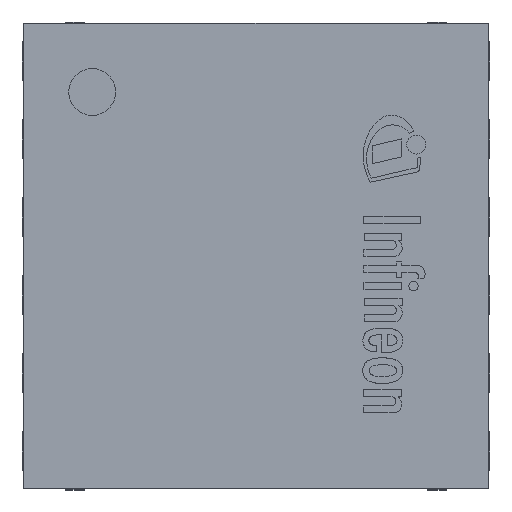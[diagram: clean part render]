
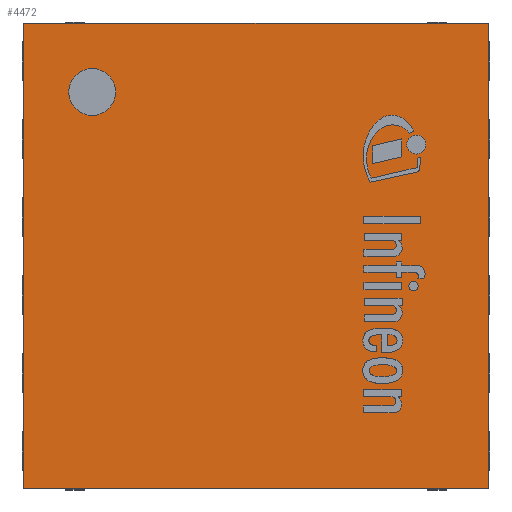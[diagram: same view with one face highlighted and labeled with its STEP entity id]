
A CAD part, top view. The second image highlights one B-rep face of the part: STEP entity #4472.
In plain terms, the highlighted planar face has unit normal (0, 0, 1).
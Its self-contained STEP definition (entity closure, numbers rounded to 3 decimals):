
#133=FACE_BOUND('',#432,.T.);
#143=CIRCLE('',#4781,0.15);
#155=FACE_OUTER_BOUND('',#431,.T.);
#431=EDGE_LOOP('',(#2983,#2984,#2985,#2986));
#432=EDGE_LOOP('',(#2987));
#715=LINE('',#6184,#1305);
#719=LINE('',#6192,#1309);
#746=LINE('',#6246,#1336);
#747=LINE('',#6247,#1337);
#1305=VECTOR('',#5052,1.);
#1309=VECTOR('',#5058,1.);
#1336=VECTOR('',#5087,1.);
#1337=VECTOR('',#5088,1.);
#1895=VERTEX_POINT('',#6182);
#1896=VERTEX_POINT('',#6183);
#1899=VERTEX_POINT('',#6191);
#1925=VERTEX_POINT('',#6245);
#1926=VERTEX_POINT('',#6248);
#2319=EDGE_CURVE('',#1895,#1896,#715,.T.);
#2323=EDGE_CURVE('',#1899,#1895,#719,.T.);
#2350=EDGE_CURVE('',#1896,#1925,#746,.T.);
#2351=EDGE_CURVE('',#1925,#1899,#747,.T.);
#2352=EDGE_CURVE('',#1926,#1926,#143,.T.);
#2983=ORIENTED_EDGE('',*,*,#2319,.T.);
#2984=ORIENTED_EDGE('',*,*,#2350,.T.);
#2985=ORIENTED_EDGE('',*,*,#2351,.T.);
#2986=ORIENTED_EDGE('',*,*,#2323,.T.);
#2987=ORIENTED_EDGE('',*,*,#2352,.T.);
#4217=PLANE('',#4780);
#4472=ADVANCED_FACE('',(#155,#133),#4217,.T.);
#4780=AXIS2_PLACEMENT_3D('',#6244,#5085,#5086);
#4781=AXIS2_PLACEMENT_3D('',#6249,#5089,#5090);
#5052=DIRECTION('',(-1.,0.,0.));
#5058=DIRECTION('',(0.,1.,0.));
#5085=DIRECTION('center_axis',(0.,0.,1.));
#5086=DIRECTION('ref_axis',(1.,0.,0.));
#5087=DIRECTION('',(0.,-1.,0.));
#5088=DIRECTION('',(1.,0.,0.));
#5089=DIRECTION('center_axis',(0.,0.,-1.));
#5090=DIRECTION('ref_axis',(-1.,0.,0.));
#6182=CARTESIAN_POINT('',(1.49,1.49,0.9));
#6183=CARTESIAN_POINT('',(-1.49,1.49,0.9));
#6184=CARTESIAN_POINT('',(0.,1.49,0.9));
#6191=CARTESIAN_POINT('',(1.49,-1.49,0.9));
#6192=CARTESIAN_POINT('',(1.49,0.,0.9));
#6244=CARTESIAN_POINT('Origin',(0.,0.,0.9));
#6245=CARTESIAN_POINT('',(-1.49,-1.49,0.9));
#6246=CARTESIAN_POINT('',(-1.49,0.,0.9));
#6247=CARTESIAN_POINT('',(0.,-1.49,0.9));
#6248=CARTESIAN_POINT('',(-0.9,1.05,0.9));
#6249=CARTESIAN_POINT('Origin',(-1.05,1.05,0.9));
